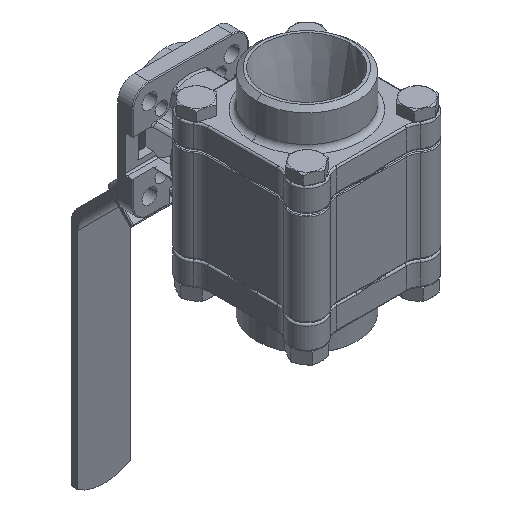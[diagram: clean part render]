
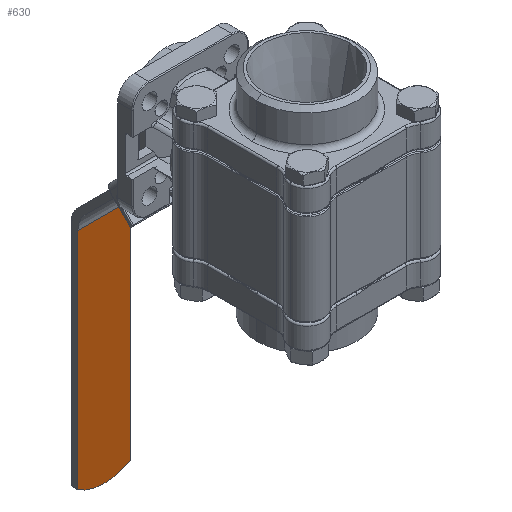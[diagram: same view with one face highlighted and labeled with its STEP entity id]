
A CAD part, isometric view. The second image highlights one B-rep face of the part: STEP entity #630.
In plain terms, the highlighted planar face has unit normal (0, -1, 0).
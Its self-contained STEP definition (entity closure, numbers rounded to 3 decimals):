
#615 = EDGE_CURVE ( 'NONE', #18671, #15374, #1847, .T. ) ;
#630 = ADVANCED_FACE ( 'NONE', ( #1893 ), #1888, .F. ) ;
#632 = ORIENTED_EDGE ( 'NONE', *, *, #15385, .T. ) ;
#635 = EDGE_CURVE ( 'NONE', #15379, #18683, #1939, .T. ) ;
#637 = ORIENTED_EDGE ( 'NONE', *, *, #18687, .F. ) ;
#643 = ORIENTED_EDGE ( 'NONE', *, *, #615, .T. ) ;
#654 = EDGE_LOOP ( 'NONE', ( #632, #659, #637, #643 ) ) ;
#659 = ORIENTED_EDGE ( 'NONE', *, *, #635, .T. ) ;
#1844 = DIRECTION ( 'NONE',  ( 0., 0., -1. ) ) ;
#1845 = VECTOR ( 'NONE', #1844, 1000. ) ;
#1846 = CARTESIAN_POINT ( 'NONE',  ( 73.213, 39., 16. ) ) ;
#1847 = LINE ( 'NONE', #1846, #1845 ) ;
#1883 = DIRECTION ( 'NONE',  ( -1., 0., 0. ) ) ;
#1884 = DIRECTION ( 'NONE',  ( 0., 1., 0. ) ) ;
#1885 = AXIS2_PLACEMENT_3D ( 'NONE', #1887, #1884, #1883 ) ;
#1887 = CARTESIAN_POINT ( 'NONE',  ( 213., 39., 16. ) ) ;
#1888 = PLANE ( 'NONE',  #1885 ) ;
#1893 = FACE_OUTER_BOUND ( 'NONE', #654, .T. ) ;
#1935 = DIRECTION ( 'NONE',  ( -1., 0., 0. ) ) ;
#1936 = DIRECTION ( 'NONE',  ( 0., -1., 0. ) ) ;
#1937 = CARTESIAN_POINT ( 'NONE',  ( 183., 39., 0. ) ) ;
#1938 = AXIS2_PLACEMENT_3D ( 'NONE', #1937, #1936, #1935 ) ;
#1939 = CIRCLE ( 'NONE', #1938, 30. ) ;
#4237 = CARTESIAN_POINT ( 'NONE',  ( 208.377, 39., -16. ) ) ;
#4243 = CARTESIAN_POINT ( 'NONE',  ( 73.213, 39., -16. ) ) ;
#4283 = DIRECTION ( 'NONE',  ( 1., 0., 0. ) ) ;
#4284 = VECTOR ( 'NONE', #4283, 1000. ) ;
#4285 = CARTESIAN_POINT ( 'NONE',  ( 213., 39., -16. ) ) ;
#4291 = LINE ( 'NONE', #4285, #4284 ) ;
#12108 = CARTESIAN_POINT ( 'NONE',  ( 208.377, 39., 16. ) ) ;
#12122 = CARTESIAN_POINT ( 'NONE',  ( 73.213, 39., 16. ) ) ;
#12166 = DIRECTION ( 'NONE',  ( 1., 0., 0. ) ) ;
#12167 = VECTOR ( 'NONE', #12166, 1000. ) ;
#12168 = CARTESIAN_POINT ( 'NONE',  ( 213., 39., 16. ) ) ;
#12169 = LINE ( 'NONE', #12168, #12167 ) ;
#15374 = VERTEX_POINT ( 'NONE', #4243 ) ;
#15379 = VERTEX_POINT ( 'NONE', #4237 ) ;
#15385 = EDGE_CURVE ( 'NONE', #15374, #15379, #4291, .T. ) ;
#18671 = VERTEX_POINT ( 'NONE', #12122 ) ;
#18683 = VERTEX_POINT ( 'NONE', #12108 ) ;
#18687 = EDGE_CURVE ( 'NONE', #18671, #18683, #12169, .T. ) ;
